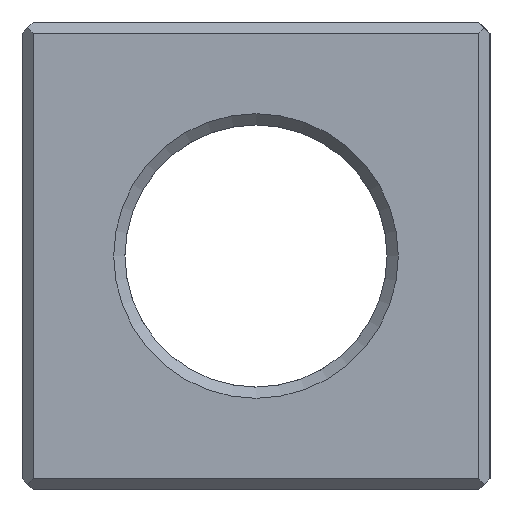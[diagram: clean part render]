
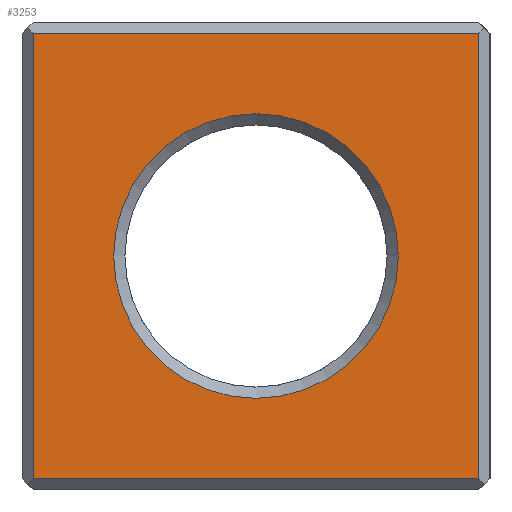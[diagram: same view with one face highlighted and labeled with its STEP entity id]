
A CAD part, left-side view. The second image highlights one B-rep face of the part: STEP entity #3253.
In plain terms, the highlighted planar face has unit normal (-1, 0, 0).
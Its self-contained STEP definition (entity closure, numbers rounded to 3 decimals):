
#72 = PLANE('',#73);
#73 = AXIS2_PLACEMENT_3D('',#74,#75,#76);
#74 = CARTESIAN_POINT('',(0.,0.,0.3));
#75 = DIRECTION('',(-0.707,0.,-0.707)
  );
#76 = DIRECTION('',(0.707,0.,-0.707));
#677 = PLANE('',#678);
#678 = AXIS2_PLACEMENT_3D('',#679,#680,#681);
#679 = CARTESIAN_POINT('',(0.3,12.5,0.));
#680 = DIRECTION('',(0.707,-0.707,0.));
#681 = DIRECTION('',(-0.707,-0.707,0.));
#908 = PLANE('',#909);
#909 = AXIS2_PLACEMENT_3D('',#910,#911,#912);
#910 = CARTESIAN_POINT('',(0.3,0.,0.));
#911 = DIRECTION('',(-0.707,-0.707,0.));
#912 = DIRECTION('',(-0.707,0.707,0.));
#976 = VERTEX_POINT('',#977);
#977 = CARTESIAN_POINT('',(0.,0.3,0.3));
#998 = EDGE_CURVE('',#976,#999,#1001,.T.);
#999 = VERTEX_POINT('',#1000);
#1000 = CARTESIAN_POINT('',(0.,12.2,0.3));
#1001 = SURFACE_CURVE('',#1002,(#1006,#1013),.PCURVE_S1.);
#1002 = LINE('',#1003,#1004);
#1003 = CARTESIAN_POINT('',(0.,0.,0.3));
#1004 = VECTOR('',#1005,1.);
#1005 = DIRECTION('',(0.,1.,0.));
#1006 = PCURVE('',#72,#1007);
#1007 = DEFINITIONAL_REPRESENTATION('',(#1008),#1012);
#1008 = LINE('',#1009,#1010);
#1009 = CARTESIAN_POINT('',(0.,0.));
#1010 = VECTOR('',#1011,1.);
#1011 = DIRECTION('',(0.,-1.));
#1012 = ( GEOMETRIC_REPRESENTATION_CONTEXT(2) 
PARAMETRIC_REPRESENTATION_CONTEXT() REPRESENTATION_CONTEXT('2D SPACE',''
  ) );
#1013 = PCURVE('',#1014,#1019);
#1014 = PLANE('',#1015);
#1015 = AXIS2_PLACEMENT_3D('',#1016,#1017,#1018);
#1016 = CARTESIAN_POINT('',(0.,12.5,0.));
#1017 = DIRECTION('',(1.,0.,0.));
#1018 = DIRECTION('',(0.,-1.,0.));
#1019 = DEFINITIONAL_REPRESENTATION('',(#1020),#1024);
#1020 = LINE('',#1021,#1022);
#1021 = CARTESIAN_POINT('',(12.5,-0.3));
#1022 = VECTOR('',#1023,1.);
#1023 = DIRECTION('',(-1.,0.));
#1024 = ( GEOMETRIC_REPRESENTATION_CONTEXT(2) 
PARAMETRIC_REPRESENTATION_CONTEXT() REPRESENTATION_CONTEXT('2D SPACE',''
  ) );
#2435 = VERTEX_POINT('',#2436);
#2436 = CARTESIAN_POINT('',(0.,12.2,12.2));
#2450 = PLANE('',#2451);
#2451 = AXIS2_PLACEMENT_3D('',#2452,#2453,#2454);
#2452 = CARTESIAN_POINT('',(0.3,0.,12.5));
#2453 = DIRECTION('',(-0.707,0.,0.707
    ));
#2454 = DIRECTION('',(-0.707,0.,-0.707
    ));
#2462 = EDGE_CURVE('',#999,#2435,#2463,.T.);
#2463 = SURFACE_CURVE('',#2464,(#2468,#2475),.PCURVE_S1.);
#2464 = LINE('',#2465,#2466);
#2465 = CARTESIAN_POINT('',(0.,12.2,0.));
#2466 = VECTOR('',#2467,1.);
#2467 = DIRECTION('',(0.,0.,1.));
#2468 = PCURVE('',#677,#2469);
#2469 = DEFINITIONAL_REPRESENTATION('',(#2470),#2474);
#2470 = LINE('',#2471,#2472);
#2471 = CARTESIAN_POINT('',(0.424,0.));
#2472 = VECTOR('',#2473,1.);
#2473 = DIRECTION('',(0.,-1.));
#2474 = ( GEOMETRIC_REPRESENTATION_CONTEXT(2) 
PARAMETRIC_REPRESENTATION_CONTEXT() REPRESENTATION_CONTEXT('2D SPACE',''
  ) );
#2475 = PCURVE('',#1014,#2476);
#2476 = DEFINITIONAL_REPRESENTATION('',(#2477),#2481);
#2477 = LINE('',#2478,#2479);
#2478 = CARTESIAN_POINT('',(0.3,0.));
#2479 = VECTOR('',#2480,1.);
#2480 = DIRECTION('',(0.,-1.));
#2481 = ( GEOMETRIC_REPRESENTATION_CONTEXT(2) 
PARAMETRIC_REPRESENTATION_CONTEXT() REPRESENTATION_CONTEXT('2D SPACE',''
  ) );
#3210 = VERTEX_POINT('',#3211);
#3211 = CARTESIAN_POINT('',(0.,0.3,12.2));
#3232 = EDGE_CURVE('',#976,#3210,#3233,.T.);
#3233 = SURFACE_CURVE('',#3234,(#3238,#3245),.PCURVE_S1.);
#3234 = LINE('',#3235,#3236);
#3235 = CARTESIAN_POINT('',(0.,0.3,0.));
#3236 = VECTOR('',#3237,1.);
#3237 = DIRECTION('',(0.,0.,1.));
#3238 = PCURVE('',#908,#3239);
#3239 = DEFINITIONAL_REPRESENTATION('',(#3240),#3244);
#3240 = LINE('',#3241,#3242);
#3241 = CARTESIAN_POINT('',(0.424,0.));
#3242 = VECTOR('',#3243,1.);
#3243 = DIRECTION('',(0.,-1.));
#3244 = ( GEOMETRIC_REPRESENTATION_CONTEXT(2) 
PARAMETRIC_REPRESENTATION_CONTEXT() REPRESENTATION_CONTEXT('2D SPACE',''
  ) );
#3245 = PCURVE('',#1014,#3246);
#3246 = DEFINITIONAL_REPRESENTATION('',(#3247),#3251);
#3247 = LINE('',#3248,#3249);
#3248 = CARTESIAN_POINT('',(12.2,0.));
#3249 = VECTOR('',#3250,1.);
#3250 = DIRECTION('',(0.,-1.));
#3251 = ( GEOMETRIC_REPRESENTATION_CONTEXT(2) 
PARAMETRIC_REPRESENTATION_CONTEXT() REPRESENTATION_CONTEXT('2D SPACE',''
  ) );
#3253 = ADVANCED_FACE('',(#3254,#3280),#1014,.F.);
#3254 = FACE_BOUND('',#3255,.F.);
#3255 = EDGE_LOOP('',(#3256,#3257,#3258,#3259));
#3256 = ORIENTED_EDGE('',*,*,#3232,.F.);
#3257 = ORIENTED_EDGE('',*,*,#998,.T.);
#3258 = ORIENTED_EDGE('',*,*,#2462,.T.);
#3259 = ORIENTED_EDGE('',*,*,#3260,.F.);
#3260 = EDGE_CURVE('',#3210,#2435,#3261,.T.);
#3261 = SURFACE_CURVE('',#3262,(#3266,#3273),.PCURVE_S1.);
#3262 = LINE('',#3263,#3264);
#3263 = CARTESIAN_POINT('',(0.,0.,12.2
    ));
#3264 = VECTOR('',#3265,1.);
#3265 = DIRECTION('',(0.,1.,0.));
#3266 = PCURVE('',#1014,#3267);
#3267 = DEFINITIONAL_REPRESENTATION('',(#3268),#3272);
#3268 = LINE('',#3269,#3270);
#3269 = CARTESIAN_POINT('',(12.5,-12.2));
#3270 = VECTOR('',#3271,1.);
#3271 = DIRECTION('',(-1.,0.));
#3272 = ( GEOMETRIC_REPRESENTATION_CONTEXT(2) 
PARAMETRIC_REPRESENTATION_CONTEXT() REPRESENTATION_CONTEXT('2D SPACE',''
  ) );
#3273 = PCURVE('',#2450,#3274);
#3274 = DEFINITIONAL_REPRESENTATION('',(#3275),#3279);
#3275 = LINE('',#3276,#3277);
#3276 = CARTESIAN_POINT('',(0.424,0.));
#3277 = VECTOR('',#3278,1.);
#3278 = DIRECTION('',(0.,-1.));
#3279 = ( GEOMETRIC_REPRESENTATION_CONTEXT(2) 
PARAMETRIC_REPRESENTATION_CONTEXT() REPRESENTATION_CONTEXT('2D SPACE',''
  ) );
#3280 = FACE_BOUND('',#3281,.F.);
#3281 = EDGE_LOOP('',(#3282));
#3282 = ORIENTED_EDGE('',*,*,#3283,.T.);
#3283 = EDGE_CURVE('',#3284,#3284,#3286,.T.);
#3284 = VERTEX_POINT('',#3285);
#3285 = CARTESIAN_POINT('',(0.,2.45,6.25));
#3286 = SURFACE_CURVE('',#3287,(#3292,#3303),.PCURVE_S1.);
#3287 = CIRCLE('',#3288,3.8);
#3288 = AXIS2_PLACEMENT_3D('',#3289,#3290,#3291);
#3289 = CARTESIAN_POINT('',(0.,6.25,6.25));
#3290 = DIRECTION('',(-1.,0.,0.));
#3291 = DIRECTION('',(0.,-1.,0.));
#3292 = PCURVE('',#1014,#3293);
#3293 = DEFINITIONAL_REPRESENTATION('',(#3294),#3302);
#3294 = ( BOUNDED_CURVE() B_SPLINE_CURVE(2,(#3295,#3296,#3297,#3298,
#3299,#3300,#3301),.UNSPECIFIED.,.T.,.F.) B_SPLINE_CURVE_WITH_KNOTS((1,2
    ,2,2,2,1),(-2.094,0.,2.094,4.189,
6.283,8.378),.UNSPECIFIED.) CURVE() 
GEOMETRIC_REPRESENTATION_ITEM() RATIONAL_B_SPLINE_CURVE((1.,0.5,1.,0.5,
1.,0.5,1.)) REPRESENTATION_ITEM('') );
#3295 = CARTESIAN_POINT('',(10.05,-6.25));
#3296 = CARTESIAN_POINT('',(10.05,-12.832));
#3297 = CARTESIAN_POINT('',(4.35,-9.541));
#3298 = CARTESIAN_POINT('',(-1.35,-6.25));
#3299 = CARTESIAN_POINT('',(4.35,-2.959));
#3300 = CARTESIAN_POINT('',(10.05,0.332));
#3301 = CARTESIAN_POINT('',(10.05,-6.25));
#3302 = ( GEOMETRIC_REPRESENTATION_CONTEXT(2) 
PARAMETRIC_REPRESENTATION_CONTEXT() REPRESENTATION_CONTEXT('2D SPACE',''
  ) );
#3303 = PCURVE('',#3304,#3309);
#3304 = CONICAL_SURFACE('',#3305,3.5,0.785);
#3305 = AXIS2_PLACEMENT_3D('',#3306,#3307,#3308);
#3306 = CARTESIAN_POINT('',(0.3,6.25,6.25));
#3307 = DIRECTION('',(-1.,-0.,-0.));
#3308 = DIRECTION('',(0.,-1.,0.));
#3309 = DEFINITIONAL_REPRESENTATION('',(#3310),#3314);
#3310 = LINE('',#3311,#3312);
#3311 = CARTESIAN_POINT('',(0.,0.3));
#3312 = VECTOR('',#3313,1.);
#3313 = DIRECTION('',(1.,0.));
#3314 = ( GEOMETRIC_REPRESENTATION_CONTEXT(2) 
PARAMETRIC_REPRESENTATION_CONTEXT() REPRESENTATION_CONTEXT('2D SPACE',''
  ) );
